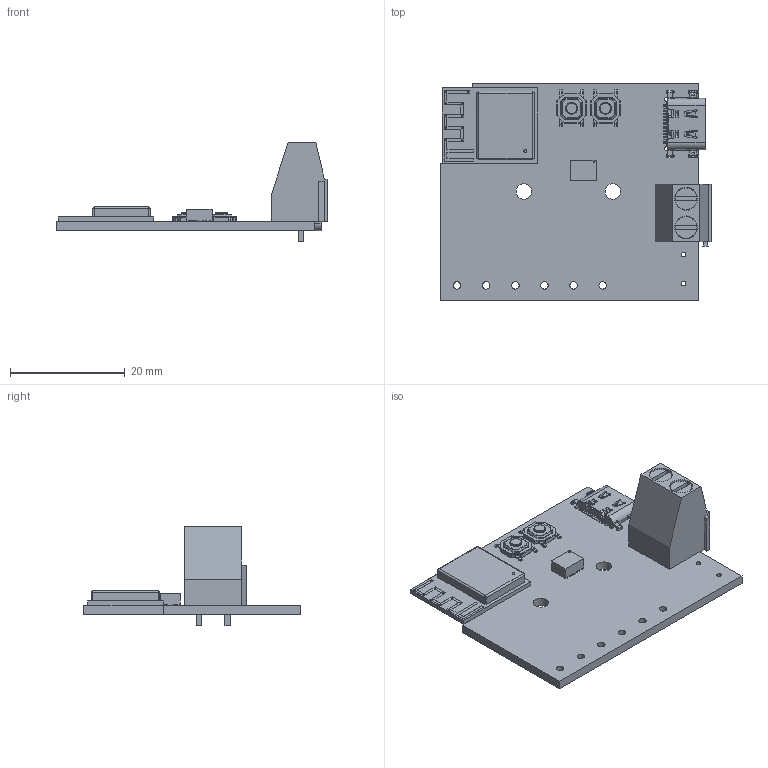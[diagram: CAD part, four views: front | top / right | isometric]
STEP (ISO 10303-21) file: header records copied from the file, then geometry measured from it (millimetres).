
FILE_DESCRIPTION(('KiCad electronic assembly'),'2;1');
FILE_NAME('led-driver_v1.2.step','2024-11-13T15:44:34',('Pcbnew'),( 'Kicad'),'Open CASCADE STEP processor 7.6','KiCad to STEP converter' ,'Unknown');
FILE_SCHEMA(('AUTOMOTIVE_DESIGN { 1 0 10303 214 1 1 1 1 }'));
Length unit declared in the file: millimetre
Products named in the file (12): led-driver_v1.2 1; TerminalBlock_Phoenix_MKDS-1,5-2_1x02_P5.00mm_Horizontal; TerminalBlock_Phoenix_MKDS_15_2_1x02_P500mm_Horizontal; User Library-TSC005A1826A; DEALON USB-TYPE-C-016; usb4510-03-1-a; ESP32-C6-MINI-1-N4; ESP32-C3-MINI-1-N4; TPSM365R3FRDNR; TPSM365R6RDNR; led-driver_v1.0_PCB
Assembly tree (12 placements, depth 3):
  led-driver_v1.2 1
    TerminalBlock_Phoenix_MKDS-1,5-2_1x02_P5.00mm_Horizontal
      TerminalBlock_Phoenix_MKDS_15_2_1x02_P500mm_Horizontal
    User Library-TSC005A1826A  x2
      User Library-TSC005A1826A
    DEALON USB-TYPE-C-016
      usb4510-03-1-a
    ESP32-C6-MINI-1-N4
      ESP32-C3-MINI-1-N4
    TPSM365R3FRDNR
      TPSM365R6RDNR
    led-driver_v1.0_PCB
Bounding box: 47.18 x 38 x 17.3 mm (x, y, z)
Volume: 3873 mm3; surface area: 6743.8 mm2
Topology: 114 solids, 114 shells, 3067 faces, 7784 edges, 5047 vertices
Faces by surface type: plane 2293, cylinder 439, bspline 284, cone 23, sphere 16, revolution 8, torus 4
Full cylindrical faces by diameter (mm): 0.8 x2, 1.3 x6, 1.52 x2, 2.7 x2, 3.8 x2, 4 x2
Entity records: 82921 total; most frequent: CARTESIAN_POINT 17553, ORIENTED_EDGE 13142, DIRECTION 11773, EDGE_CURVE 6571, LINE 5255, VECTOR 5255, VERTEX_POINT 4287, AXIS2_PLACEMENT_3D 3255
